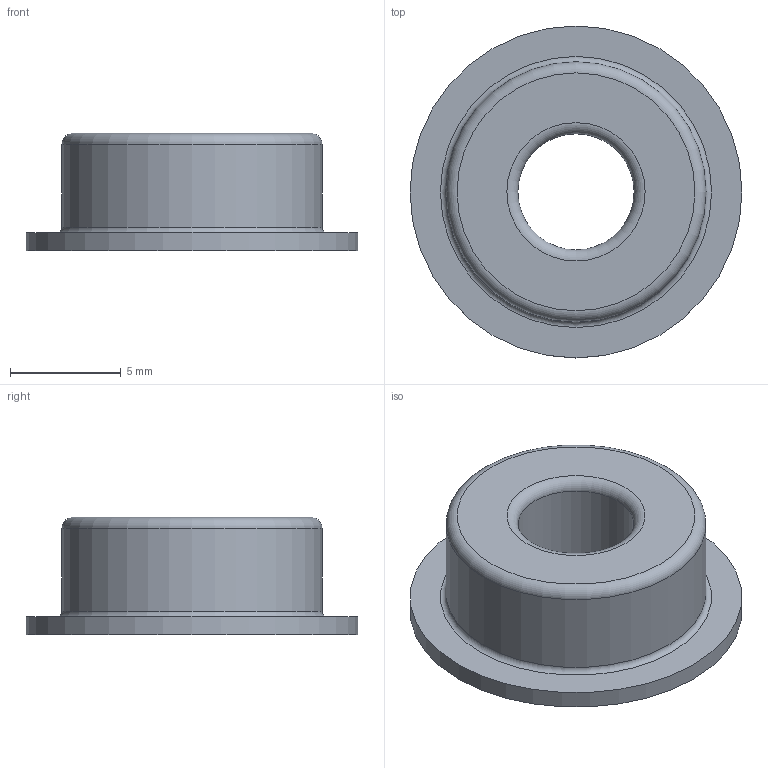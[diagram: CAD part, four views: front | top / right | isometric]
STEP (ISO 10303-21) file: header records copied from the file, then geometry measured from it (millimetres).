
FILE_DESCRIPTION(/* description */ (''),/* implementation_level */ '2;1');
FILE_NAME(/* name */ '6801 Bearing Bushing (5mm ID) v1.step',/* time_stamp */ '2020-10-08T17:43:24-04:00',/* author */ (''),/* organization */ (''),/* preprocessor_version */ 'ST-DEVELOPER v18.1',/* originating_system */ 'Autodesk Translation Framework v9.3.0.1241',/* authorisation */ '');
FILE_SCHEMA (('AUTOMOTIVE_DESIGN { 1 0 10303 214 3 1 1 }'));
Length unit declared in the file: millimetre
Products named in the file (1): 6801 Bearing Bushing (5mm ID)
Bounding box: 15 x 15 x 5.3 mm (x, y, z)
Volume: 511.3 mm3; surface area: 582.5 mm2
Topology: 1 solids, 1 shells, 10 faces, 19 edges, 12 vertices
Faces by surface type: torus 4, cylinder 3, plane 3
Full cylindrical faces by diameter (mm): 5.25 x1, 11.75 x1, 15 x1
Entity records: 300 total; most frequent: DIRECTION 57, CARTESIAN_POINT 42, ORIENTED_EDGE 38, AXIS2_PLACEMENT_3D 27, EDGE_CURVE 19, CIRCLE 16, EDGE_LOOP 13, VERTEX_POINT 12
